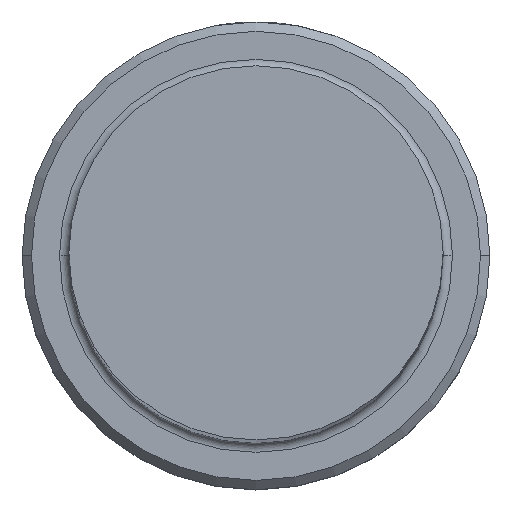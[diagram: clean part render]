
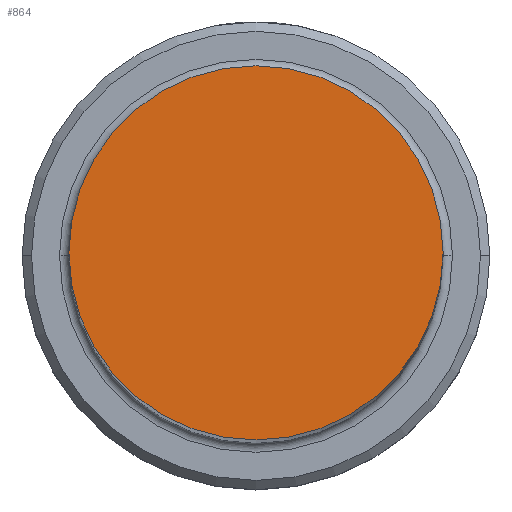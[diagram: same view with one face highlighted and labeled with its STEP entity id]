
A CAD part, top view. The second image highlights one B-rep face of the part: STEP entity #864.
In plain terms, the highlighted planar face has unit normal (0, 0, 1).
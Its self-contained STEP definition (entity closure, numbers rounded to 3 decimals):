
#11 = CARTESIAN_POINT ( 'NONE',  ( 0., 0., 100. ) ) ;
#29 = VERTEX_POINT ( 'NONE', #479 ) ;
#107 = DIRECTION ( 'NONE',  ( 1., 0., 0. ) ) ;
#123 = DIRECTION ( 'NONE',  ( 1., 0., 0. ) ) ;
#129 = DIRECTION ( 'NONE',  ( 0., 0., 1. ) ) ;
#133 = CARTESIAN_POINT ( 'NONE',  ( 0., 0., 100. ) ) ;
#175 = CIRCLE ( 'NONE', #896, 10. ) ;
#275 = EDGE_CURVE ( 'NONE', #953, #29, #360, .T. ) ;
#295 = FACE_OUTER_BOUND ( 'NONE', #432, .T. ) ;
#360 = CIRCLE ( 'NONE', #641, 10. ) ;
#391 = CARTESIAN_POINT ( 'NONE',  ( 10., 0., 100. ) ) ;
#432 = EDGE_LOOP ( 'NONE', ( #907, #920 ) ) ;
#459 = EDGE_CURVE ( 'NONE', #29, #953, #175, .T. ) ;
#479 = CARTESIAN_POINT ( 'NONE',  ( -10., 0., 100. ) ) ;
#558 = AXIS2_PLACEMENT_3D ( 'NONE', #709, #618, #894 ) ;
#618 = DIRECTION ( 'NONE',  ( 0., 0., 1. ) ) ;
#641 = AXIS2_PLACEMENT_3D ( 'NONE', #133, #129, #123 ) ;
#681 = DIRECTION ( 'NONE',  ( 0., 0., 1. ) ) ;
#709 = CARTESIAN_POINT ( 'NONE',  ( 0., 0., 100. ) ) ;
#802 = PLANE ( 'NONE',  #558 ) ;
#864 = ADVANCED_FACE ( 'NONE', ( #295 ), #802, .T. ) ;
#894 = DIRECTION ( 'NONE',  ( 1., 0., 0. ) ) ;
#896 = AXIS2_PLACEMENT_3D ( 'NONE', #11, #681, #107 ) ;
#907 = ORIENTED_EDGE ( 'NONE', *, *, #459, .T. ) ;
#920 = ORIENTED_EDGE ( 'NONE', *, *, #275, .T. ) ;
#953 = VERTEX_POINT ( 'NONE', #391 ) ;
